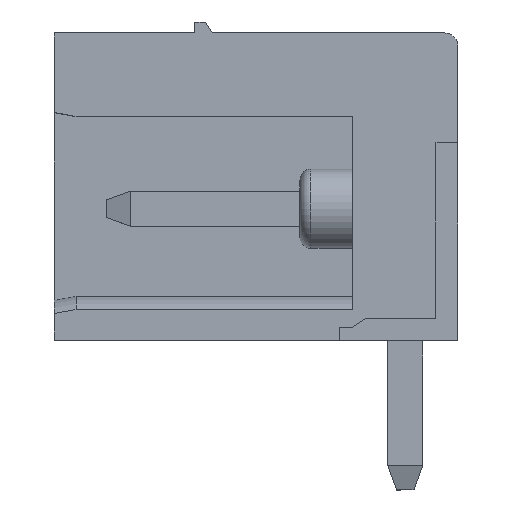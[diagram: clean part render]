
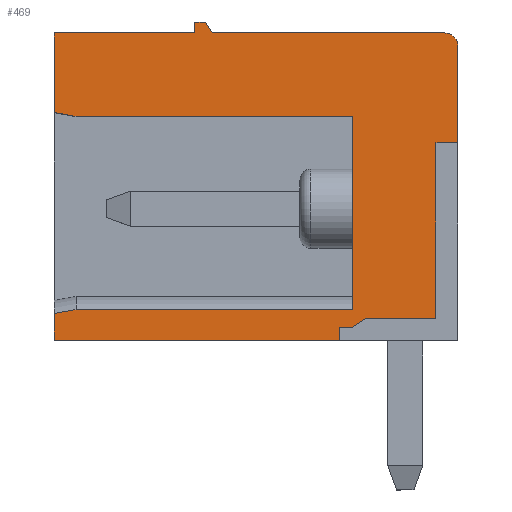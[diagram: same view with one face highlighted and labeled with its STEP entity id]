
A CAD part, top view. The second image highlights one B-rep face of the part: STEP entity #469.
In plain terms, the highlighted planar face has unit normal (0, 0, 1).
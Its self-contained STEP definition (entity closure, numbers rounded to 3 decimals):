
#469 = ADVANCED_FACE( '', ( #940 ), #941, .T. );
#940 = FACE_OUTER_BOUND( '', #1402, .T. );
#941 = PLANE( '', #1403 );
#1402 = EDGE_LOOP( '', ( #2751, #2752, #2753, #2754, #2755, #2756, #2757, #2758, #2759, #2760, #2761, #2762, #2763, #2764, #2765, #2766, #2767, #2768, #2769, #2770, #2771 ) );
#1403 = AXIS2_PLACEMENT_3D( '', #2772, #2773, #2774 );
#2751 = ORIENTED_EDGE( '', *, *, #3296, .T. );
#2752 = ORIENTED_EDGE( '', *, *, #3222, .T. );
#2753 = ORIENTED_EDGE( '', *, *, #3302, .T. );
#2754 = ORIENTED_EDGE( '', *, *, #3259, .F. );
#2755 = ORIENTED_EDGE( '', *, *, #3190, .T. );
#2756 = ORIENTED_EDGE( '', *, *, #3084, .T. );
#2757 = ORIENTED_EDGE( '', *, *, #3247, .T. );
#2758 = ORIENTED_EDGE( '', *, *, #3262, .T. );
#2759 = ORIENTED_EDGE( '', *, *, #3024, .T. );
#2760 = ORIENTED_EDGE( '', *, *, #3276, .T. );
#2761 = ORIENTED_EDGE( '', *, *, #2796, .T. );
#2762 = ORIENTED_EDGE( '', *, *, #3292, .T. );
#2763 = ORIENTED_EDGE( '', *, *, #2994, .F. );
#2764 = ORIENTED_EDGE( '', *, *, #2879, .T. );
#2765 = ORIENTED_EDGE( '', *, *, #3181, .T. );
#2766 = ORIENTED_EDGE( '', *, *, #3275, .T. );
#2767 = ORIENTED_EDGE( '', *, *, #3036, .T. );
#2768 = ORIENTED_EDGE( '', *, *, #3174, .T. );
#2769 = ORIENTED_EDGE( '', *, *, #2776, .T. );
#2770 = ORIENTED_EDGE( '', *, *, #2910, .T. );
#2771 = ORIENTED_EDGE( '', *, *, #3015, .T. );
#2772 = CARTESIAN_POINT( '', ( -162.627, 7.36, -38.812 ) );
#2773 = DIRECTION( '', ( 0., 0., 1. ) );
#2774 = DIRECTION( '', ( 1., 0., 0. ) );
#2776 = EDGE_CURVE( '', #3312, #3313, #3314, .T. );
#2796 = EDGE_CURVE( '', #3348, #3349, #3350, .T. );
#2879 = EDGE_CURVE( '', #3497, #3498, #3499, .T. );
#2910 = EDGE_CURVE( '', #3313, #3550, #3551, .T. );
#2994 = EDGE_CURVE( '', #3497, #3685, #3686, .T. );
#3015 = EDGE_CURVE( '', #3550, #3717, #3718, .T. );
#3024 = EDGE_CURVE( '', #3729, #3727, #3730, .T. );
#3036 = EDGE_CURVE( '', #3750, #3748, #3751, .T. );
#3084 = EDGE_CURVE( '', #3816, #3814, #3817, .T. );
#3174 = EDGE_CURVE( '', #3748, #3312, #3934, .T. );
#3181 = EDGE_CURVE( '', #3498, #3942, #3943, .T. );
#3190 = EDGE_CURVE( '', #3954, #3816, #3955, .T. );
#3222 = EDGE_CURVE( '', #3994, #3995, #3996, .T. );
#3247 = EDGE_CURVE( '', #3814, #4025, #4027, .T. );
#3259 = EDGE_CURVE( '', #3954, #4040, #4041, .T. );
#3262 = EDGE_CURVE( '', #4025, #3729, #4044, .T. );
#3275 = EDGE_CURVE( '', #3942, #3750, #4057, .T. );
#3276 = EDGE_CURVE( '', #3727, #3348, #4058, .T. );
#3292 = EDGE_CURVE( '', #3349, #3685, #4076, .T. );
#3296 = EDGE_CURVE( '', #3717, #3994, #4080, .T. );
#3302 = EDGE_CURVE( '', #3995, #4040, #4086, .T. );
#3312 = VERTEX_POINT( '', #4096 );
#3313 = VERTEX_POINT( '', #4097 );
#3314 = LINE( '', #4098, #4099 );
#3348 = VERTEX_POINT( '', #4146 );
#3349 = VERTEX_POINT( '', #4147 );
#3350 = LINE( '', #4148, #4149 );
#3497 = VERTEX_POINT( '', #4364 );
#3498 = VERTEX_POINT( '', #4365 );
#3499 = LINE( '', #4366, #4367 );
#3550 = VERTEX_POINT( '', #4442 );
#3551 = LINE( '', #4443, #4444 );
#3685 = VERTEX_POINT( '', #4643 );
#3686 = LINE( '', #4644, #4645 );
#3717 = VERTEX_POINT( '', #4692 );
#3718 = LINE( '', #4693, #4694 );
#3727 = VERTEX_POINT( '', #4707 );
#3729 = VERTEX_POINT( '', #4710 );
#3730 = LINE( '', #4711, #4712 );
#3748 = VERTEX_POINT( '', #4738 );
#3750 = VERTEX_POINT( '', #4741 );
#3751 = LINE( '', #4742, #4743 );
#3814 = VERTEX_POINT( '', #4838 );
#3816 = VERTEX_POINT( '', #4841 );
#3817 = LINE( '', #4842, #4843 );
#3934 = LINE( '', #5021, #5022 );
#3942 = VERTEX_POINT( '', #5032 );
#3943 = LINE( '', #5033, #5034 );
#3954 = VERTEX_POINT( '', #5051 );
#3955 = LINE( '', #5052, #5053 );
#3994 = VERTEX_POINT( '', #5108 );
#3995 = VERTEX_POINT( '', #5109 );
#3996 = LINE( '', #5110, #5111 );
#4025 = VERTEX_POINT( '', #5155 );
#4027 = LINE( '', #5158, #5159 );
#4040 = VERTEX_POINT( '', #5178 );
#4041 = CIRCLE( '', #5179, 0.3 );
#4044 = LINE( '', #5183, #5184 );
#4057 = LINE( '', #5201, #5202 );
#4058 = LINE( '', #5203, #5204 );
#4076 = LINE( '', #5231, #5232 );
#4080 = LINE( '', #5236, #5237 );
#4086 = LINE( '', #5244, #5245 );
#4096 = CARTESIAN_POINT( '', ( -156.127, 4.16, -38.812 ) );
#4097 = CARTESIAN_POINT( '', ( -155.827, 4.16, -38.812 ) );
#4098 = CARTESIAN_POINT( '', ( -155.827, 4.16, -38.812 ) );
#4099 = VECTOR( '', #5256, 1000. );
#4146 = CARTESIAN_POINT( '', ( -162.627, 9.048, -38.812 ) );
#4147 = CARTESIAN_POINT( '', ( -162.127, 8.96, -38.812 ) );
#4148 = CARTESIAN_POINT( '', ( -162.627, 9.048, -38.812 ) );
#4149 = VECTOR( '', #5276, 1000. );
#4364 = CARTESIAN_POINT( '', ( -155.827, 4.56, -38.812 ) );
#4365 = CARTESIAN_POINT( '', ( -162.127, 4.56, -38.812 ) );
#4366 = CARTESIAN_POINT( '', ( -162.627, 4.56, -38.812 ) );
#4367 = VECTOR( '', #5348, 1000. );
#4442 = CARTESIAN_POINT( '', ( -155.53, 4.36, -38.812 ) );
#4443 = CARTESIAN_POINT( '', ( -155.53, 4.36, -38.812 ) );
#4444 = VECTOR( '', #5373, 1000. );
#4643 = CARTESIAN_POINT( '', ( -155.827, 8.96, -38.812 ) );
#4644 = CARTESIAN_POINT( '', ( -155.827, 10.21, -38.812 ) );
#4645 = VECTOR( '', #5451, 1000. );
#4692 = CARTESIAN_POINT( '', ( -153.927, 4.36, -38.812 ) );
#4693 = CARTESIAN_POINT( '', ( -153.927, 4.36, -38.812 ) );
#4694 = VECTOR( '', #5471, 1000. );
#4707 = CARTESIAN_POINT( '', ( -162.627, 10.86, -38.812 ) );
#4710 = CARTESIAN_POINT( '', ( -159.427, 10.86, -38.812 ) );
#4711 = CARTESIAN_POINT( '', ( -162.627, 10.86, -38.812 ) );
#4712 = VECTOR( '', #5477, 1000. );
#4738 = CARTESIAN_POINT( '', ( -156.127, 3.86, -38.812 ) );
#4741 = CARTESIAN_POINT( '', ( -162.627, 3.86, -38.812 ) );
#4742 = CARTESIAN_POINT( '', ( -153.427, 3.86, -38.812 ) );
#4743 = VECTOR( '', #5490, 1000. );
#4838 = CARTESIAN_POINT( '', ( -159.177, 11.11, -38.812 ) );
#4841 = CARTESIAN_POINT( '', ( -159.027, 10.86, -38.812 ) );
#4842 = CARTESIAN_POINT( '', ( -159.177, 11.11, -38.812 ) );
#4843 = VECTOR( '', #5530, 1000. );
#5021 = CARTESIAN_POINT( '', ( -156.127, 4.16, -38.812 ) );
#5022 = VECTOR( '', #5592, 1000. );
#5032 = CARTESIAN_POINT( '', ( -162.627, 4.471, -38.812 ) );
#5033 = CARTESIAN_POINT( '', ( -162.627, 4.471, -38.812 ) );
#5034 = VECTOR( '', #5598, 1000. );
#5051 = CARTESIAN_POINT( '', ( -153.727, 10.86, -38.812 ) );
#5052 = CARTESIAN_POINT( '', ( -159.027, 10.86, -38.812 ) );
#5053 = VECTOR( '', #5602, 1000. );
#5108 = CARTESIAN_POINT( '', ( -153.927, 8.36, -38.812 ) );
#5109 = CARTESIAN_POINT( '', ( -153.427, 8.36, -38.812 ) );
#5110 = CARTESIAN_POINT( '', ( -153.427, 8.36, -38.812 ) );
#5111 = VECTOR( '', #5625, 1000. );
#5155 = CARTESIAN_POINT( '', ( -159.427, 11.11, -38.812 ) );
#5158 = CARTESIAN_POINT( '', ( -159.427, 11.11, -38.812 ) );
#5159 = VECTOR( '', #5642, 1000. );
#5178 = CARTESIAN_POINT( '', ( -153.427, 10.56, -38.812 ) );
#5179 = AXIS2_PLACEMENT_3D( '', #5649, #5650, #5651 );
#5183 = CARTESIAN_POINT( '', ( -159.427, 10.86, -38.812 ) );
#5184 = VECTOR( '', #5653, 1000. );
#5201 = CARTESIAN_POINT( '', ( -162.627, 3.86, -38.812 ) );
#5202 = VECTOR( '', #5658, 1000. );
#5203 = CARTESIAN_POINT( '', ( -162.627, 3.86, -38.812 ) );
#5204 = VECTOR( '', #5659, 1000. );
#5231 = CARTESIAN_POINT( '', ( -162.627, 8.96, -38.812 ) );
#5232 = VECTOR( '', #5669, 1000. );
#5236 = CARTESIAN_POINT( '', ( -153.927, 8.36, -38.812 ) );
#5237 = VECTOR( '', #5670, 1000. );
#5244 = CARTESIAN_POINT( '', ( -153.427, 10.56, -38.812 ) );
#5245 = VECTOR( '', #5672, 1000. );
#5256 = DIRECTION( '', ( 1., 0., 0. ) );
#5276 = DIRECTION( '', ( 0.985, -0.174, 0. ) );
#5348 = DIRECTION( '', ( -1., 0., 0. ) );
#5373 = DIRECTION( '', ( 0.83, 0.558, 0. ) );
#5451 = DIRECTION( '', ( 0., 1., 0. ) );
#5471 = DIRECTION( '', ( 1., 0., 0. ) );
#5477 = DIRECTION( '', ( -1., 0., 0. ) );
#5490 = DIRECTION( '', ( 1., 0., 0. ) );
#5530 = DIRECTION( '', ( -0.514, 0.857, 0. ) );
#5592 = DIRECTION( '', ( 0., 1., 0. ) );
#5598 = DIRECTION( '', ( -0.985, -0.174, 0. ) );
#5602 = DIRECTION( '', ( -1., 0., 0. ) );
#5625 = DIRECTION( '', ( 1., 0., 0. ) );
#5642 = DIRECTION( '', ( -1., 0., 0. ) );
#5649 = CARTESIAN_POINT( '', ( -153.727, 10.56, -38.812 ) );
#5650 = DIRECTION( '', ( 0., 0., -1. ) );
#5651 = DIRECTION( '', ( 1., 0., 0. ) );
#5653 = DIRECTION( '', ( 0., -1., 0. ) );
#5658 = DIRECTION( '', ( 0., -1., 0. ) );
#5659 = DIRECTION( '', ( 0., -1., 0. ) );
#5669 = DIRECTION( '', ( 1., 0., 0. ) );
#5670 = DIRECTION( '', ( 0., 1., 0. ) );
#5672 = DIRECTION( '', ( 0., 1., 0. ) );
